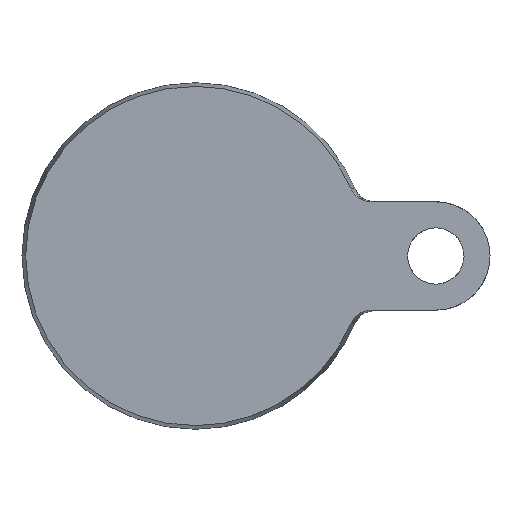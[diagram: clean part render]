
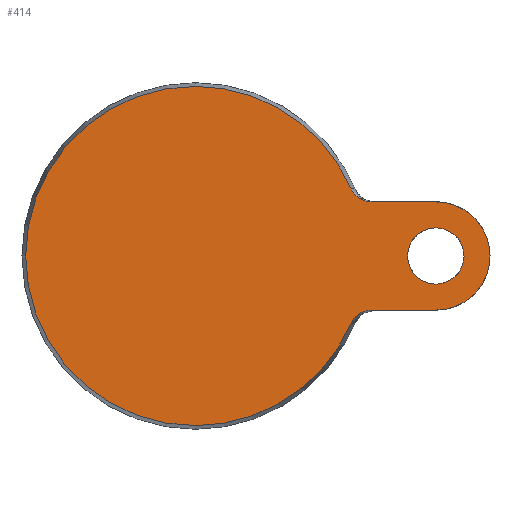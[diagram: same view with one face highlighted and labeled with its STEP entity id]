
A CAD part, front view. The second image highlights one B-rep face of the part: STEP entity #414.
In plain terms, the highlighted planar face has unit normal (0, -1, 0).
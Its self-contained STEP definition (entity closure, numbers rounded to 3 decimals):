
#19 = EDGE_CURVE ( 'NONE', #92, #1055, #1137, .T. ) ;
#23 = CIRCLE ( 'NONE', #827, 12.5 ) ;
#25 = VECTOR ( 'NONE', #608, 1000. ) ;
#26 = FACE_OUTER_BOUND ( 'NONE', #93, .T. ) ;
#30 = DIRECTION ( 'NONE',  ( 0., -1., 0. ) ) ;
#40 = VERTEX_POINT ( 'NONE', #105 ) ;
#44 = EDGE_CURVE ( 'NONE', #1055, #92, #1229, .T. ) ;
#47 = CARTESIAN_POINT ( 'NONE',  ( 55.5, 0., -12.5 ) ) ;
#56 = EDGE_CURVE ( 'NONE', #140, #1153, #707, .T. ) ;
#58 = LINE ( 'NONE', #1009, #25 ) ;
#73 = CARTESIAN_POINT ( 'NONE',  ( 35.928, 0., 15.535 ) ) ;
#80 = LINE ( 'NONE', #185, #584 ) ;
#81 = DIRECTION ( 'NONE',  ( 0., 0., -1. ) ) ;
#88 = CARTESIAN_POINT ( 'NONE',  ( 37.598, 0., 13.453 ) ) ;
#92 = VERTEX_POINT ( 'NONE', #998 ) ;
#93 = EDGE_LOOP ( 'NONE', ( #277, #327, #1366, #1138, #106, #182, #377, #590 ) ) ;
#101 = CARTESIAN_POINT ( 'NONE',  ( 55.5, 0., 12.5 ) ) ;
#105 = CARTESIAN_POINT ( 'NONE',  ( 40.579, 0., 12.5 ) ) ;
#106 = ORIENTED_EDGE ( 'NONE', *, *, #533, .T. ) ;
#112 = CARTESIAN_POINT ( 'NONE',  ( 35.928, 0., -15.535 ) ) ;
#115 = AXIS2_PLACEMENT_3D ( 'NONE', #451, #557, #870 ) ;
#121 = DIRECTION ( 'NONE',  ( 0., 0., 1. ) ) ;
#131 = CARTESIAN_POINT ( 'NONE',  ( 36.857, 0., -14.106 ) ) ;
#140 = VERTEX_POINT ( 'NONE', #594 ) ;
#162 = CARTESIAN_POINT ( 'NONE',  ( 38., 0., -13.192 ) ) ;
#170 = EDGE_LOOP ( 'NONE', ( #188, #876 ) ) ;
#182 = ORIENTED_EDGE ( 'NONE', *, *, #56, .T. ) ;
#185 = CARTESIAN_POINT ( 'NONE',  ( 15., 0., 12.5 ) ) ;
#188 = ORIENTED_EDGE ( 'NONE', *, *, #44, .T. ) ;
#194 = DIRECTION ( 'NONE',  ( 0., 0., -1. ) ) ;
#206 = EDGE_CURVE ( 'NONE', #40, #388, #1178, .T. ) ;
#270 = DIRECTION ( 'NONE',  ( 0., -1., 0. ) ) ;
#275 = CARTESIAN_POINT ( 'NONE',  ( 37.4, 0., 13.603 ) ) ;
#276 = CARTESIAN_POINT ( 'NONE',  ( 0., 0., 0. ) ) ;
#277 = ORIENTED_EDGE ( 'NONE', *, *, #746, .F. ) ;
#285 = CARTESIAN_POINT ( 'NONE',  ( 40.579, 0., -12.5 ) ) ;
#327 = ORIENTED_EDGE ( 'NONE', *, *, #206, .T. ) ;
#355 = CARTESIAN_POINT ( 'NONE',  ( -39.143, 0., 0. ) ) ;
#377 = ORIENTED_EDGE ( 'NONE', *, *, #971, .F. ) ;
#388 = VERTEX_POINT ( 'NONE', #1174 ) ;
#409 = CARTESIAN_POINT ( 'NONE',  ( 55.5, 0., 0. ) ) ;
#414 = ADVANCED_FACE ( 'NONE', ( #26, #468 ), #575, .F. ) ;
#416 = EDGE_CURVE ( 'NONE', #1176, #573, #1317, .T. ) ;
#451 = CARTESIAN_POINT ( 'NONE',  ( 55.5, 0., 0. ) ) ;
#457 = CARTESIAN_POINT ( 'NONE',  ( 36.124, 0., -15.081 ) ) ;
#462 = DIRECTION ( 'NONE',  ( 0., 1., 0. ) ) ;
#468 = FACE_BOUND ( 'NONE', #170, .T. ) ;
#471 = DIRECTION ( 'NONE',  ( 0., -1., 0. ) ) ;
#474 = CARTESIAN_POINT ( 'NONE',  ( 40.085, 0., -12.5 ) ) ;
#492 = AXIS2_PLACEMENT_3D ( 'NONE', #569, #30, #770 ) ;
#501 = CARTESIAN_POINT ( 'NONE',  ( 0., 0., 39.143 ) ) ;
#508 = CARTESIAN_POINT ( 'NONE',  ( 36.861, 0., 14.101 ) ) ;
#514 = AXIS2_PLACEMENT_3D ( 'NONE', #355, #462, #880 ) ;
#533 = EDGE_CURVE ( 'NONE', #573, #140, #996, .T. ) ;
#542 = AXIS2_PLACEMENT_3D ( 'NONE', #1077, #645, #121 ) ;
#557 = DIRECTION ( 'NONE',  ( 0., 1., 0. ) ) ;
#569 = CARTESIAN_POINT ( 'NONE',  ( 0., 0., 0. ) ) ;
#573 = VERTEX_POINT ( 'NONE', #1238 ) ;
#575 = PLANE ( 'NONE',  #514 ) ;
#582 = CARTESIAN_POINT ( 'NONE',  ( 38.891, 0., -12.781 ) ) ;
#584 = VECTOR ( 'NONE', #1261, 1000. ) ;
#590 = ORIENTED_EDGE ( 'NONE', *, *, #738, .F. ) ;
#594 = CARTESIAN_POINT ( 'NONE',  ( 35.928, 0., -15.535 ) ) ;
#608 = DIRECTION ( 'NONE',  ( -1., 0., 0. ) ) ;
#645 = DIRECTION ( 'NONE',  ( 0., 1., 0. ) ) ;
#679 = CARTESIAN_POINT ( 'NONE',  ( 40.579, 0., -12.5 ) ) ;
#681 = CARTESIAN_POINT ( 'NONE',  ( 0., 0., 0. ) ) ;
#689 = CARTESIAN_POINT ( 'NONE',  ( 38.218, 0., -13.072 ) ) ;
#707 = B_SPLINE_CURVE_WITH_KNOTS ( 'NONE', 3,
 ( #112, #457, #767, #131, #981, #792, #787, #162, #689, #1324, #582, #1228, #474, #679 ),
 .UNSPECIFIED., .F., .F.,
 ( 4, 2, 2, 2, 2, 2, 4 ),
 ( 0., 0.001, 0.002, 0.003, 0.004, 0.004, 0.006 ),
 .UNSPECIFIED. ) ;
#708 = CARTESIAN_POINT ( 'NONE',  ( 37.032, 0., 13.927 ) ) ;
#726 = CARTESIAN_POINT ( 'NONE',  ( 38.897, 0., 12.778 ) ) ;
#738 = EDGE_CURVE ( 'NONE', #1280, #1035, #23, .T. ) ;
#746 = EDGE_CURVE ( 'NONE', #40, #1280, #80, .T. ) ;
#767 = CARTESIAN_POINT ( 'NONE',  ( 36.381, 0., -14.668 ) ) ;
#770 = DIRECTION ( 'NONE',  ( 0., 0., -1. ) ) ;
#787 = CARTESIAN_POINT ( 'NONE',  ( 37.591, 0., -13.458 ) ) ;
#792 = CARTESIAN_POINT ( 'NONE',  ( 37.397, 0., -13.606 ) ) ;
#809 = CARTESIAN_POINT ( 'NONE',  ( 40.085, 0., 12.5 ) ) ;
#827 = AXIS2_PLACEMENT_3D ( 'NONE', #409, #963, #194 ) ;
#840 = CARTESIAN_POINT ( 'NONE',  ( 38.665, 0., 12.866 ) ) ;
#870 = DIRECTION ( 'NONE',  ( 0., 0., 1. ) ) ;
#876 = ORIENTED_EDGE ( 'NONE', *, *, #19, .T. ) ;
#880 = DIRECTION ( 'NONE',  ( 0., 0., 1. ) ) ;
#917 = CARTESIAN_POINT ( 'NONE',  ( 39.603, 0., 12.57 ) ) ;
#963 = DIRECTION ( 'NONE',  ( 0., 1., 0. ) ) ;
#971 = EDGE_CURVE ( 'NONE', #1035, #1153, #58, .T. ) ;
#981 = CARTESIAN_POINT ( 'NONE',  ( 37.031, 0., -13.929 ) ) ;
#982 = AXIS2_PLACEMENT_3D ( 'NONE', #681, #471, #1002 ) ;
#996 = CIRCLE ( 'NONE', #1186, 39.143 ) ;
#998 = CARTESIAN_POINT ( 'NONE',  ( 55.5, 0., 6.5 ) ) ;
#1002 = DIRECTION ( 'NONE',  ( 0., 0., -1. ) ) ;
#1009 = CARTESIAN_POINT ( 'NONE',  ( 15., 0., -12.5 ) ) ;
#1035 = VERTEX_POINT ( 'NONE', #47 ) ;
#1039 = CARTESIAN_POINT ( 'NONE',  ( 38.008, 0., 13.187 ) ) ;
#1051 = CARTESIAN_POINT ( 'NONE',  ( 36.124, 0., 15.081 ) ) ;
#1055 = VERTEX_POINT ( 'NONE', #1219 ) ;
#1077 = CARTESIAN_POINT ( 'NONE',  ( 55.5, 0., 0. ) ) ;
#1133 = CARTESIAN_POINT ( 'NONE',  ( 36.388, 0., 14.659 ) ) ;
#1137 = CIRCLE ( 'NONE', #542, 6.5 ) ;
#1138 = ORIENTED_EDGE ( 'NONE', *, *, #416, .T. ) ;
#1153 = VERTEX_POINT ( 'NONE', #285 ) ;
#1174 = CARTESIAN_POINT ( 'NONE',  ( 35.928, 0., 15.535 ) ) ;
#1176 = VERTEX_POINT ( 'NONE', #501 ) ;
#1178 = B_SPLINE_CURVE_WITH_KNOTS ( 'NONE', 3,
 ( #1370, #809, #917, #726, #840, #1244, #1039, #88, #275, #708, #508, #1133, #1051, #73 ),
 .UNSPECIFIED., .F., .F.,
 ( 4, 2, 2, 2, 2, 2, 4 ),
 ( 0., 0.001, 0.002, 0.003, 0.004, 0.004, 0.006 ),
 .UNSPECIFIED. ) ;
#1186 = AXIS2_PLACEMENT_3D ( 'NONE', #276, #270, #81 ) ;
#1219 = CARTESIAN_POINT ( 'NONE',  ( 55.5, 0., -6.5 ) ) ;
#1228 = CARTESIAN_POINT ( 'NONE',  ( 39.592, 0., -12.572 ) ) ;
#1229 = CIRCLE ( 'NONE', #115, 6.5 ) ;
#1238 = CARTESIAN_POINT ( 'NONE',  ( 0., 0., -39.143 ) ) ;
#1244 = CARTESIAN_POINT ( 'NONE',  ( 38.221, 0., 13.07 ) ) ;
#1261 = DIRECTION ( 'NONE',  ( 1., 0., 0. ) ) ;
#1280 = VERTEX_POINT ( 'NONE', #101 ) ;
#1304 = EDGE_CURVE ( 'NONE', #388, #1176, #1321, .T. ) ;
#1317 = CIRCLE ( 'NONE', #492, 39.143 ) ;
#1321 = CIRCLE ( 'NONE', #982, 39.143 ) ;
#1324 = CARTESIAN_POINT ( 'NONE',  ( 38.663, 0., -12.866 ) ) ;
#1366 = ORIENTED_EDGE ( 'NONE', *, *, #1304, .T. ) ;
#1370 = CARTESIAN_POINT ( 'NONE',  ( 40.579, 0., 12.5 ) ) ;
